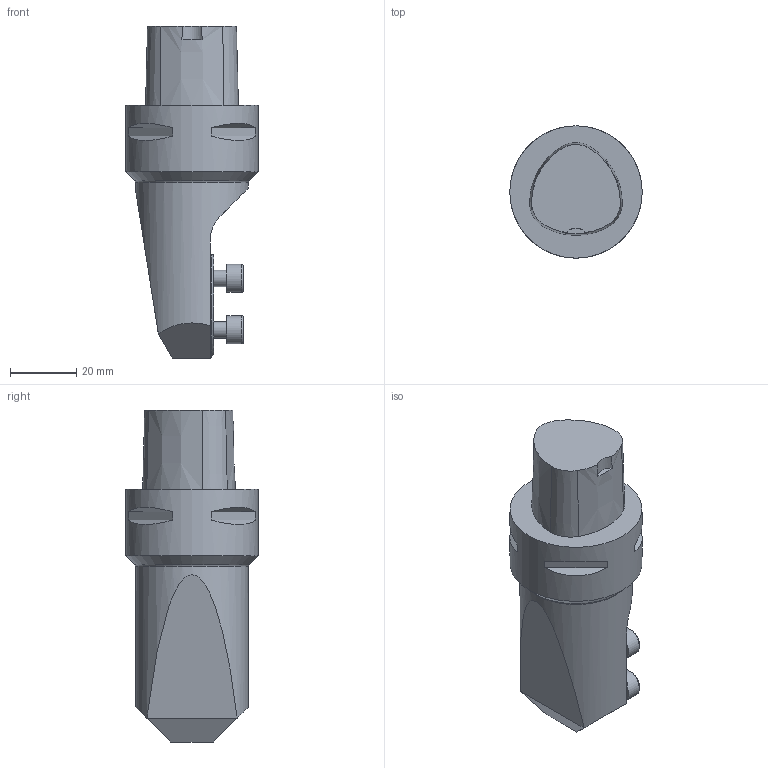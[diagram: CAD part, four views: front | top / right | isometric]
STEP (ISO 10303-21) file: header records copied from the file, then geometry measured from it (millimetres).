
FILE_DESCRIPTION(/* description */ (''),/* implementation_level */ '2;1');
FILE_NAME(/* name */ '1524135173887.stp',/* time_stamp */ '2018-04-19T12:53:03+02:00',/* author */ (''),/* organization */ ('SMS'),/* preprocessor_version */ 'ST-DEVELOPER v15',/* originating_system */ 'SIEMENS PLM Software NX 8.5',/* authorisation */ '');
FILE_SCHEMA (('AUTOMOTIVE_DESIGN { 1 0 10303 214 3 1 1 1 }'));
Length unit declared in the file: millimetre
Products named in the file (1): 112030039mod000_00
Bounding box: 40 x 40 x 100.3 mm (x, y, z)
Volume: 75463.7 mm3; surface area: 12877.7 mm2
Topology: 1 solids, 1 shells, 58 faces, 130 edges, 91 vertices
Faces by surface type: plane 32, cylinder 13, cone 8, torus 5
Full cylindrical faces by diameter (mm): 5 x4, 8.5 x4, 34 x1, 40 x1
Entity records: 1556 total; most frequent: DIRECTION 279, CARTESIAN_POINT 267, ORIENTED_EDGE 210, AXIS2_PLACEMENT_3D 118, EDGE_CURVE 105, EDGE_LOOP 88, VERTEX_POINT 79, ADVANCED_FACE 58
